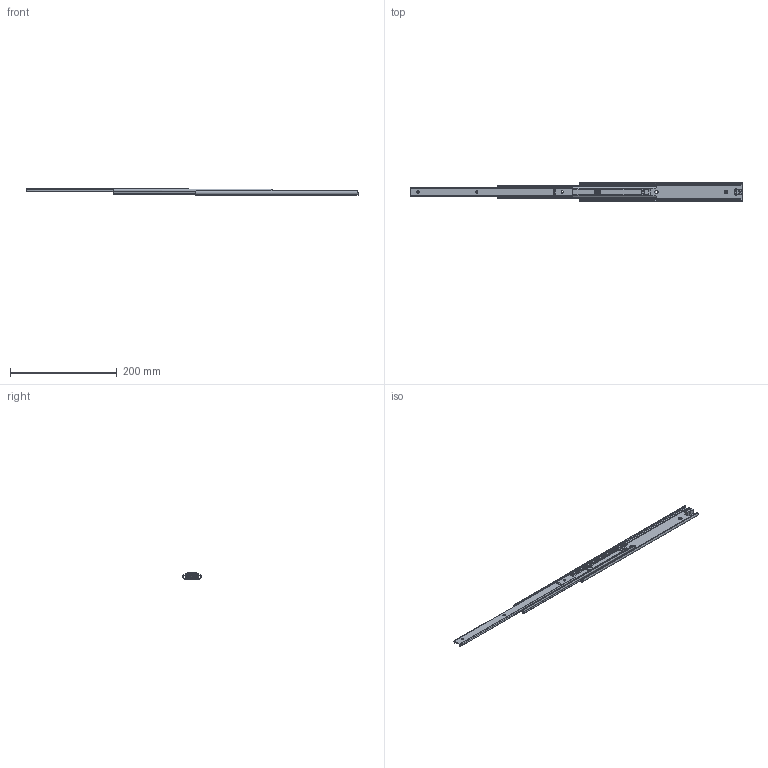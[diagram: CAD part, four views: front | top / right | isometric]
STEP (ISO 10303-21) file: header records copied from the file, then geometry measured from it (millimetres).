
FILE_DESCRIPTION (( 'STEP AP203' ), '1' );
FILE_NAME ('C351-12.STEP', '2021-03-21T23:15:48', ( '' ), ( '' ), 'SwSTEP 2.0', 'SolidWorks 2019', '' );
FILE_SCHEMA (( 'CONFIG_CONTROL_DESIGN' ));
Length unit declared in the file: millimetre
Products named in the file (6): C351-12 OM; C351-12 CM; C351-12; PN36; PN32; C351-12 IM
Assembly tree (5 placements, depth 2):
  C351-12
    C351-12 OM
    PN32
    C351-12 CM
    PN36
    C351-12 IM
Bounding box: 620.99 x 35.3 x 13 mm (x, y, z)
Volume: 53300.3 mm3; surface area: 69378.6 mm2
Topology: 5 solids, 5 shells, 292 faces, 824 edges, 538 vertices
Faces by surface type: plane 144, cylinder 132, cone 14, torus 2
Entity records: 10496 total; most frequent: CARTESIAN_POINT 2188, ORIENTED_EDGE 1648, DIRECTION 1604, EDGE_CURVE 824, AXIS2_PLACEMENT_3D 562, VERTEX_POINT 538, VECTOR 480, LINE 480
